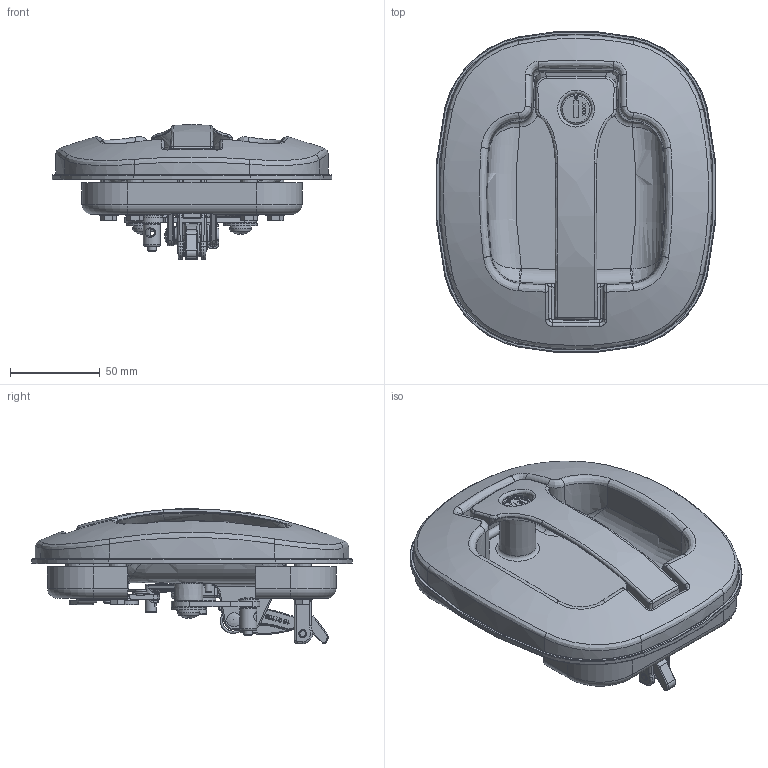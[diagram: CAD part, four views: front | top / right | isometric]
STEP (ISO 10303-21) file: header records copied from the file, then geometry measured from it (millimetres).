
FILE_DESCRIPTION(/* description */ (''),/* implementation_level */ '2;1');
FILE_NAME(/* name */ '15A-21100-CLK.stp',/* time_stamp */ '2020-11-24T16:56:23-05:00',/* author */ ('jenniferk'),/* organization */ (''),/* preprocessor_version */ 'ST-DEVELOPER v18.1',/* originating_system */ 'Autodesk Inventor 2020',/* authorisation */ '');
FILE_SCHEMA (('AUTOMOTIVE_DESIGN { 1 0 10303 214 3 1 1 }'));
Products named in the file (1): 15A-21100-CLK_Shrinkwrap_1
Bounding box: 155.51 x 178.52 x 75.16 mm (x, y, z)
Volume: 220293.7 mm3; surface area: 198469.5 mm2
Topology: 44 solids, 44 shells, 3247 faces, 8485 edges, 5355 vertices
Faces by surface type: plane 1000, cylinder 859, bspline 624, cone 362, torus 333, sphere 69
Full cylindrical faces by diameter (mm): 1.067 x4, 1.295 x6, 1.397 x1, 1.626 x4, 3.238 x1, 3.451 x96, 3.48 x1, 3.658 x1, 3.962 x1, 3.969 x1, 4.255 x1, 4.305 x1, 4.343 x4, 4.366 x1, 4.508 x1, 4.699 x1, 4.762 x1, 4.803 x96, 4.813 x1, 4.826 x5, 4.915 x1, 4.917 x2, 4.94 x2, 4.953 x4, 5.298 x1, 5.605 x2, 5.715 x4, 5.944 x2, 6 x12, 6.02 x1
Entity records: 121314 total; most frequent: CARTESIAN_POINT 41443, ORIENTED_EDGE 16838, DIRECTION 15216, EDGE_CURVE 8419, AXIS2_PLACEMENT_3D 5868, VERTEX_POINT 5356, LINE 3480, VECTOR 3480
